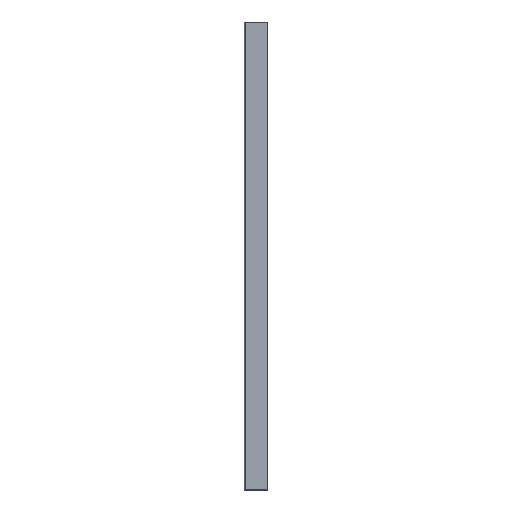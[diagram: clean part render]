
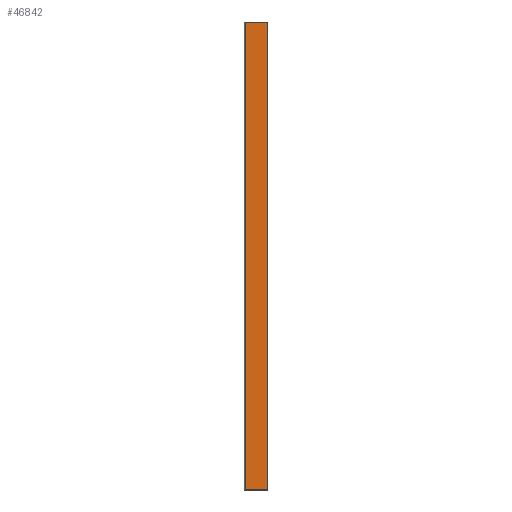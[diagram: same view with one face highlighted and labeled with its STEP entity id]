
A CAD part, front view. The second image highlights one B-rep face of the part: STEP entity #46842.
In plain terms, the highlighted planar face has unit normal (0, -1, 0).
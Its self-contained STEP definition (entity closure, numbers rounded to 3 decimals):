
#37386 = PLANE('',#37387);
#37387 = AXIS2_PLACEMENT_3D('',#37388,#37389,#37390);
#37388 = CARTESIAN_POINT('',(3.,-5.95,0.05));
#37389 = DIRECTION('',(0.,0.707,0.707));
#37390 = DIRECTION('',(1.,0.,0.));
#37694 = PLANE('',#37695);
#37695 = AXIS2_PLACEMENT_3D('',#37696,#37697,#37698);
#37696 = CARTESIAN_POINT('',(3.,-5.95,119.95));
#37697 = DIRECTION('',(0.,-0.707,
    0.707));
#37698 = DIRECTION('',(1.,0.,0.));
#37981 = PLANE('',#37982);
#37982 = AXIS2_PLACEMENT_3D('',#37983,#37984,#37985);
#37983 = CARTESIAN_POINT('',(-2.9,-5.9,0.));
#37984 = DIRECTION('',(-0.707,-0.707,0.));
#37985 = DIRECTION('',(0.,0.,1.));
#41159 = VERTEX_POINT('',#41160);
#41160 = CARTESIAN_POINT('',(2.9,-6.,0.1));
#41181 = EDGE_CURVE('',#41159,#41182,#41184,.T.);
#41182 = VERTEX_POINT('',#41183);
#41183 = CARTESIAN_POINT('',(-2.8,-6.,0.1));
#41184 = SURFACE_CURVE('',#41185,(#41189,#41196),.PCURVE_S1.);
#41185 = LINE('',#41186,#41187);
#41186 = CARTESIAN_POINT('',(3.,-6.,0.1));
#41187 = VECTOR('',#41188,1.);
#41188 = DIRECTION('',(-1.,0.,0.));
#41189 = PCURVE('',#37386,#41190);
#41190 = DEFINITIONAL_REPRESENTATION('',(#41191),#41195);
#41191 = LINE('',#41192,#41193);
#41192 = CARTESIAN_POINT('',(0.,-0.071));
#41193 = VECTOR('',#41194,1.);
#41194 = DIRECTION('',(-1.,0.));
#41195 = ( GEOMETRIC_REPRESENTATION_CONTEXT(2) 
PARAMETRIC_REPRESENTATION_CONTEXT() REPRESENTATION_CONTEXT('2D SPACE',''
  ) );
#41196 = PCURVE('',#41197,#41202);
#41197 = PLANE('',#41198);
#41198 = AXIS2_PLACEMENT_3D('',#41199,#41200,#41201);
#41199 = CARTESIAN_POINT('',(3.,-6.,0.));
#41200 = DIRECTION('',(0.,-1.,0.));
#41201 = DIRECTION('',(-1.,0.,0.));
#41202 = DEFINITIONAL_REPRESENTATION('',(#41203),#41207);
#41203 = LINE('',#41204,#41205);
#41204 = CARTESIAN_POINT('',(0.,-0.1));
#41205 = VECTOR('',#41206,1.);
#41206 = DIRECTION('',(1.,0.));
#41207 = ( GEOMETRIC_REPRESENTATION_CONTEXT(2) 
PARAMETRIC_REPRESENTATION_CONTEXT() REPRESENTATION_CONTEXT('2D SPACE',''
  ) );
#41474 = VERTEX_POINT('',#41475);
#41475 = CARTESIAN_POINT('',(2.9,-6.,119.9));
#41496 = EDGE_CURVE('',#41474,#41497,#41499,.T.);
#41497 = VERTEX_POINT('',#41498);
#41498 = CARTESIAN_POINT('',(-2.8,-6.,119.9));
#41499 = SURFACE_CURVE('',#41500,(#41504,#41511),.PCURVE_S1.);
#41500 = LINE('',#41501,#41502);
#41501 = CARTESIAN_POINT('',(3.,-6.,119.9));
#41502 = VECTOR('',#41503,1.);
#41503 = DIRECTION('',(-1.,0.,0.));
#41504 = PCURVE('',#37694,#41505);
#41505 = DEFINITIONAL_REPRESENTATION('',(#41506),#41510);
#41506 = LINE('',#41507,#41508);
#41507 = CARTESIAN_POINT('',(0.,-0.071));
#41508 = VECTOR('',#41509,1.);
#41509 = DIRECTION('',(-1.,0.));
#41510 = ( GEOMETRIC_REPRESENTATION_CONTEXT(2) 
PARAMETRIC_REPRESENTATION_CONTEXT() REPRESENTATION_CONTEXT('2D SPACE',''
  ) );
#41511 = PCURVE('',#41197,#41512);
#41512 = DEFINITIONAL_REPRESENTATION('',(#41513),#41517);
#41513 = LINE('',#41514,#41515);
#41514 = CARTESIAN_POINT('',(0.,-119.9));
#41515 = VECTOR('',#41516,1.);
#41516 = DIRECTION('',(1.,0.));
#41517 = ( GEOMETRIC_REPRESENTATION_CONTEXT(2) 
PARAMETRIC_REPRESENTATION_CONTEXT() REPRESENTATION_CONTEXT('2D SPACE',''
  ) );
#41653 = EDGE_CURVE('',#41182,#41497,#41654,.T.);
#41654 = SURFACE_CURVE('',#41655,(#41659,#41666),.PCURVE_S1.);
#41655 = LINE('',#41656,#41657);
#41656 = CARTESIAN_POINT('',(-2.8,-6.,0.));
#41657 = VECTOR('',#41658,1.);
#41658 = DIRECTION('',(0.,0.,1.));
#41659 = PCURVE('',#37981,#41660);
#41660 = DEFINITIONAL_REPRESENTATION('',(#41661),#41665);
#41661 = LINE('',#41662,#41663);
#41662 = CARTESIAN_POINT('',(0.,-0.141));
#41663 = VECTOR('',#41664,1.);
#41664 = DIRECTION('',(1.,0.));
#41665 = ( GEOMETRIC_REPRESENTATION_CONTEXT(2) 
PARAMETRIC_REPRESENTATION_CONTEXT() REPRESENTATION_CONTEXT('2D SPACE',''
  ) );
#41666 = PCURVE('',#41197,#41667);
#41667 = DEFINITIONAL_REPRESENTATION('',(#41668),#41672);
#41668 = LINE('',#41669,#41670);
#41669 = CARTESIAN_POINT('',(5.8,0.));
#41670 = VECTOR('',#41671,1.);
#41671 = DIRECTION('',(0.,-1.));
#41672 = ( GEOMETRIC_REPRESENTATION_CONTEXT(2) 
PARAMETRIC_REPRESENTATION_CONTEXT() REPRESENTATION_CONTEXT('2D SPACE',''
  ) );
#46556 = PLANE('',#46557);
#46557 = AXIS2_PLACEMENT_3D('',#46558,#46559,#46560);
#46558 = CARTESIAN_POINT('',(2.95,-5.95,0.));
#46559 = DIRECTION('',(0.707,-0.707,0.));
#46560 = DIRECTION('',(0.,0.,1.));
#46842 = ADVANCED_FACE('',(#46843),#41197,.T.);
#46843 = FACE_BOUND('',#46844,.T.);
#46844 = EDGE_LOOP('',(#46845,#46866,#46867,#46868));
#46845 = ORIENTED_EDGE('',*,*,#46846,.T.);
#46846 = EDGE_CURVE('',#41159,#41474,#46847,.T.);
#46847 = SURFACE_CURVE('',#46848,(#46852,#46859),.PCURVE_S1.);
#46848 = LINE('',#46849,#46850);
#46849 = CARTESIAN_POINT('',(2.9,-6.,0.));
#46850 = VECTOR('',#46851,1.);
#46851 = DIRECTION('',(0.,0.,1.));
#46852 = PCURVE('',#41197,#46853);
#46853 = DEFINITIONAL_REPRESENTATION('',(#46854),#46858);
#46854 = LINE('',#46855,#46856);
#46855 = CARTESIAN_POINT('',(0.1,0.));
#46856 = VECTOR('',#46857,1.);
#46857 = DIRECTION('',(0.,-1.));
#46858 = ( GEOMETRIC_REPRESENTATION_CONTEXT(2) 
PARAMETRIC_REPRESENTATION_CONTEXT() REPRESENTATION_CONTEXT('2D SPACE',''
  ) );
#46859 = PCURVE('',#46556,#46860);
#46860 = DEFINITIONAL_REPRESENTATION('',(#46861),#46865);
#46861 = LINE('',#46862,#46863);
#46862 = CARTESIAN_POINT('',(0.,0.071));
#46863 = VECTOR('',#46864,1.);
#46864 = DIRECTION('',(1.,0.));
#46865 = ( GEOMETRIC_REPRESENTATION_CONTEXT(2) 
PARAMETRIC_REPRESENTATION_CONTEXT() REPRESENTATION_CONTEXT('2D SPACE',''
  ) );
#46866 = ORIENTED_EDGE('',*,*,#41496,.T.);
#46867 = ORIENTED_EDGE('',*,*,#41653,.F.);
#46868 = ORIENTED_EDGE('',*,*,#41181,.F.);
